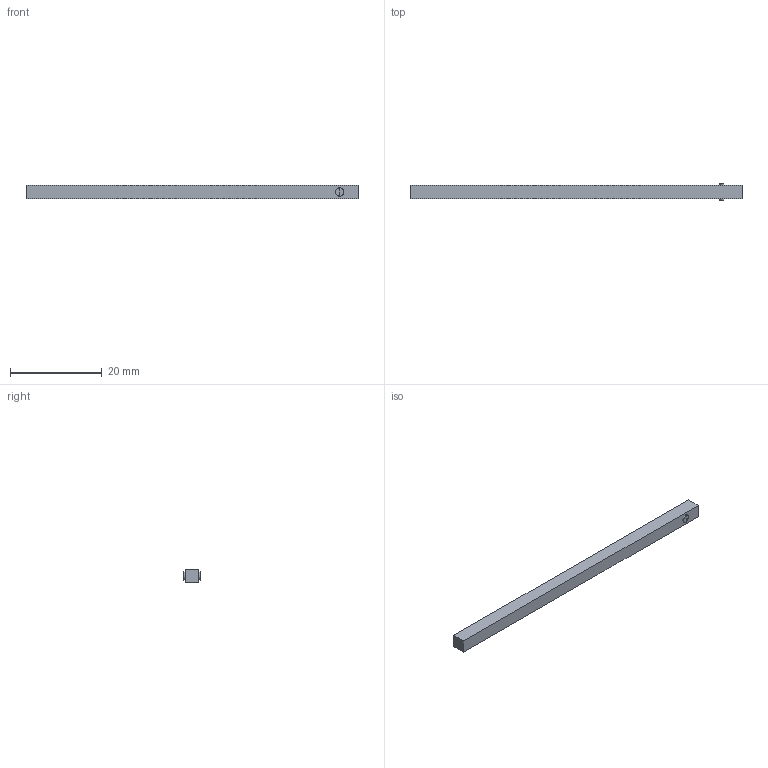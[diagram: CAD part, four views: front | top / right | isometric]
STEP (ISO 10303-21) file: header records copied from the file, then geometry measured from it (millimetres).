
FILE_DESCRIPTION (( 'STEP AP214' ), '1' );
FILE_NAME ('Drum - Lock Lever.STEP', '2025-07-06T08:35:01', ( '' ), ( '' ), 'SwSTEP 2.0', 'SolidWorks 2025', '' );
FILE_SCHEMA (( 'AUTOMOTIVE_DESIGN' ));
Length unit declared in the file: millimetre
Products named in the file (1): Drum - Lock Lever
Bounding box: 72.5 x 3.7 x 3 mm (x, y, z)
Volume: 580.5 mm3; surface area: 972.8 mm2
Topology: 2 solids, 2 shells, 50 faces, 128 edges, 84 vertices
Faces by surface type: plane 44, cylinder 6
Entity records: 1563 total; most frequent: CARTESIAN_POINT 297, ORIENTED_EDGE 256, DIRECTION 238, EDGE_CURVE 128, VECTOR 116, LINE 116, VERTEX_POINT 84, AXIS2_PLACEMENT_3D 61
